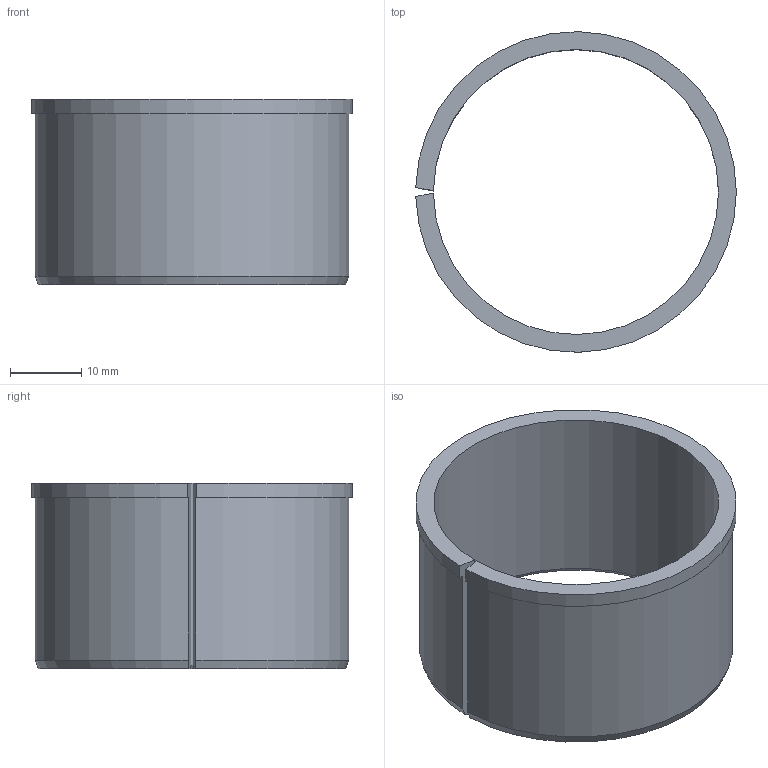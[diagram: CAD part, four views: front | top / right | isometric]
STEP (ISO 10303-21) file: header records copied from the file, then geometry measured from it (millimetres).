
FILE_DESCRIPTION(('STEP AP203'),'1');
FILE_NAME('410-BM4026F45LMB.stp','2016-09-19T22:57:09',(' '),(' '),'Spatial InterOp 3D',' ',' ');
FILE_SCHEMA(('CONFIG_CONTROL_DESIGN'));
Length unit declared in the file: metre
Products named in the file (2): 410-BM4026F45LMB
Assembly tree (1 placements, depth 2):
  (unnamed)
    410-BM4026F45LMB
Bounding box: 44.99 x 45 x 26 mm (x, y, z)
Volume: 6918.5 mm3; surface area: 7524.2 mm2
Topology: 1 solids, 1 shells, 10 faces, 24 edges, 16 vertices
Faces by surface type: plane 5, cylinder 3, cone 2
Entity records: 400 total; most frequent: CARTESIAN_POINT 64, DIRECTION 52, ORIENTED_EDGE 48, EDGE_CURVE 24, AXIS2_PLACEMENT_3D 20, VERTEX_POINT 16, LINE 12, VECTOR 12
